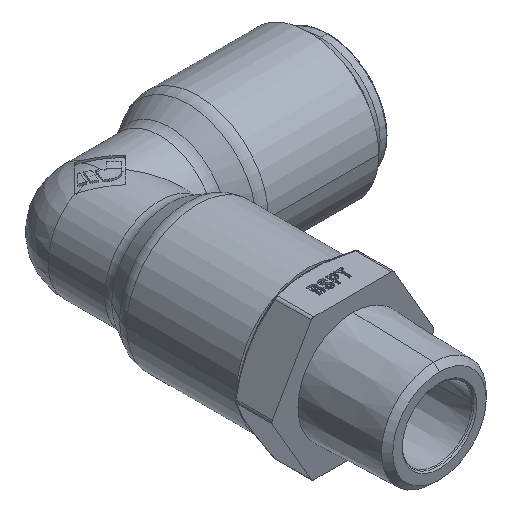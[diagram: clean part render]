
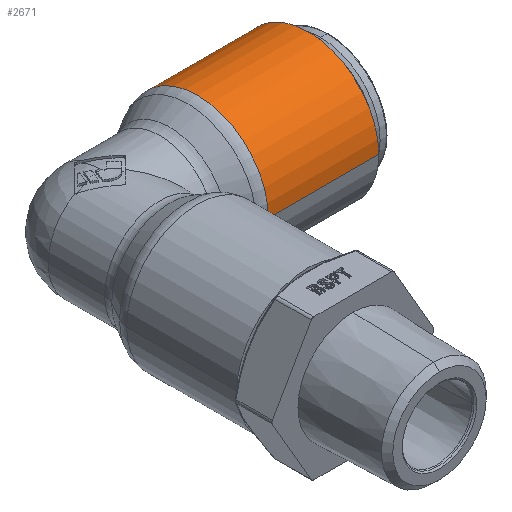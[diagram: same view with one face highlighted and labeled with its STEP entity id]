
A CAD part, isometric view. The second image highlights one B-rep face of the part: STEP entity #2671.
In plain terms, the highlighted cylindrical face has radius 11.05 mm (diameter 22.1 mm), a partial arc.
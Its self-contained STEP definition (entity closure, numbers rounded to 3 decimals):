
#2671=ADVANCED_FACE('',(#6192),#6193,.T.);
#6192=FACE_OUTER_BOUND('',#13483,.T.);
#6193=CYLINDRICAL_SURFACE('',#13484,11.05);
#13483=EDGE_LOOP('',(#26140,#26141,#26142,#26143,#26144));
#13484=AXIS2_PLACEMENT_3D('',#26145,#26146,#26147);
#26140=ORIENTED_EDGE('',*,*,#36527,.T.);
#26141=ORIENTED_EDGE('',*,*,#36748,.T.);
#26142=ORIENTED_EDGE('',*,*,#36530,.T.);
#26143=ORIENTED_EDGE('',*,*,#36749,.F.);
#26144=ORIENTED_EDGE('',*,*,#36750,.F.);
#26145=CARTESIAN_POINT('',(-10.599,0.,0.0));
#26146=DIRECTION('',(-1.0,-0.0,0.0));
#26147=DIRECTION('',(0.0,-1.0,0.0));
#36527=EDGE_CURVE('',#43387,#43388,#43389,.T.);
#36530=EDGE_CURVE('',#43394,#43392,#43395,.T.);
#36748=EDGE_CURVE('',#43388,#43394,#43701,.T.);
#36749=EDGE_CURVE('',#43702,#43392,#43703,.T.);
#36750=EDGE_CURVE('',#43387,#43702,#43704,.T.);
#43387=VERTEX_POINT('',#55797);
#43388=VERTEX_POINT('',#55798);
#43389=LINE('',#55799,#55800);
#43392=VERTEX_POINT('',#55803);
#43394=VERTEX_POINT('',#55805);
#43395=LINE('',#55806,#55807);
#43701=CIRCLE('',#56698,11.05);
#43702=VERTEX_POINT('',#56699);
#43703=CIRCLE('',#56700,11.05);
#43704=CIRCLE('',#56701,11.05);
#55797=CARTESIAN_POINT('',(14.704,-11.05,0.0));
#55798=CARTESIAN_POINT('',(31.9,-11.05,0.0));
#55799=CARTESIAN_POINT('',(23.302,-11.05,0.));
#55800=VECTOR('',#66239,1.0);
#55803=CARTESIAN_POINT('',(14.704,11.05,0.));
#55805=CARTESIAN_POINT('',(31.9,11.05,0.));
#55806=CARTESIAN_POINT('',(23.302,11.05,0.));
#55807=VECTOR('',#66246,1.0);
#56698=AXIS2_PLACEMENT_3D('',#66508,#66509,#66510);
#56699=CARTESIAN_POINT('',(14.704,11.05,0.009));
#56700=AXIS2_PLACEMENT_3D('',#66511,#66512,#66513);
#56701=AXIS2_PLACEMENT_3D('',#66514,#66515,#66516);
#66239=DIRECTION('',(1.0,-0.0,-0.0));
#66246=DIRECTION('',(-1.0,-0.0,-0.0));
#66508=CARTESIAN_POINT('',(31.9,0.0,0.0));
#66509=DIRECTION('',(-1.0,0.0,0.0));
#66510=DIRECTION('',(0.0,1.0,0.0));
#66511=CARTESIAN_POINT('',(14.704,0.,0.0));
#66512=DIRECTION('',(-1.0,0.0,0.0));
#66513=DIRECTION('',(0.0,1.0,0.0));
#66514=CARTESIAN_POINT('',(14.704,0.,0.0));
#66515=DIRECTION('',(-1.0,0.0,0.0));
#66516=DIRECTION('',(0.0,1.0,0.0));
